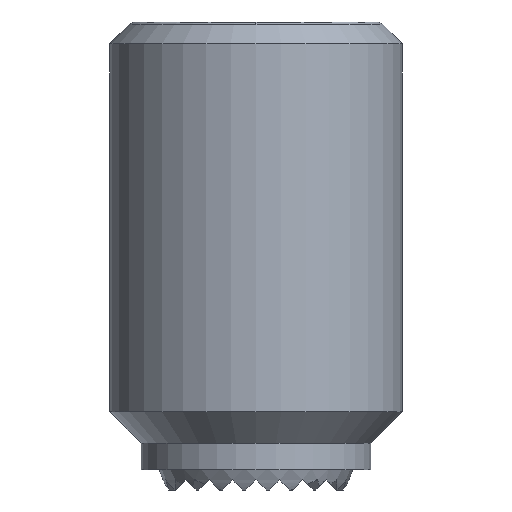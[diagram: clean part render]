
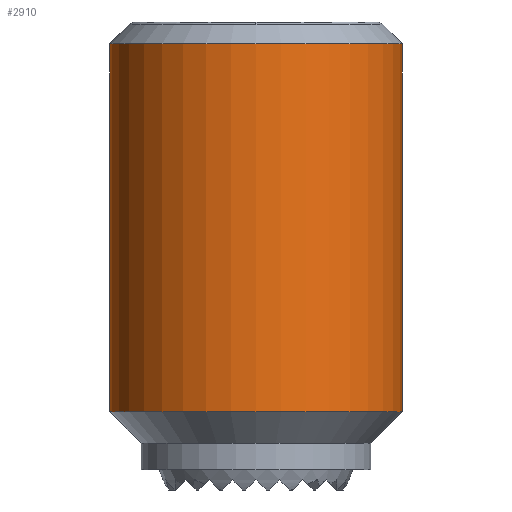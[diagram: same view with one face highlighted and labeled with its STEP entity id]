
A CAD part, front view. The second image highlights one B-rep face of the part: STEP entity #2910.
In plain terms, the highlighted cylindrical face has radius 5 mm (diameter 10 mm), a partial arc.
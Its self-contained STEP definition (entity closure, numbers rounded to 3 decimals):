
#1736=VERTEX_POINT('',#4223);
#1804=VERTEX_POINT('',#4303);
#2404=VERTEX_POINT('',#4978);
#2586=EDGE_CURVE('',#1804,#1736,#5171,.T.);
#2910=ADVANCED_FACE('',(#5537),#5538,.T.);
#3022=EDGE_CURVE('',#2404,#3024,#5664,.T.);
#3024=VERTEX_POINT('',#5666);
#3224=EDGE_CURVE('',#1804,#3024,#5881,.T.);
#3404=EDGE_CURVE('',#1736,#2404,#6082,.T.);
#4223=CARTESIAN_POINT('',(-5.,0.,-0.75));
#4303=CARTESIAN_POINT('',(-5.,0.,-13.325));
#4978=CARTESIAN_POINT('',(5.,0.,-0.75));
#5171=LINE('',#8505,#8506);
#5537=FACE_OUTER_BOUND('',#9042,.T.);
#5538=CYLINDRICAL_SURFACE('',#9043,5.0);
#5664=LINE('',#9212,#9213);
#5666=CARTESIAN_POINT('',(5.,0.,-13.325));
#5881=CIRCLE('',#9553,5.0);
#6082=CIRCLE('',#9829,5.0);
#8505=CARTESIAN_POINT('',(-5.,0.,-7.038));
#8506=VECTOR('',#11963,1.0);
#9042=EDGE_LOOP('',(#12387,#12388,#12389,#12390));
#9043=AXIS2_PLACEMENT_3D('',#12391,#12392,#12393);
#9212=CARTESIAN_POINT('',(5.,0.,-7.038));
#9213=VECTOR('',#12536,1.0);
#9553=AXIS2_PLACEMENT_3D('',#12729,#12730,#12731);
#9829=AXIS2_PLACEMENT_3D('',#12955,#12956,#12957);
#11963=DIRECTION('',(0.0,0.0,1.0));
#12387=ORIENTED_EDGE('',*,*,#2586,.F.);
#12388=ORIENTED_EDGE('',*,*,#3224,.T.);
#12389=ORIENTED_EDGE('',*,*,#3022,.F.);
#12390=ORIENTED_EDGE('',*,*,#3404,.F.);
#12391=CARTESIAN_POINT('',(0.,0.,-7.038));
#12392=DIRECTION('',(-0.0,-0.0,-1.0));
#12393=DIRECTION('',(-1.0,0.,0.0));
#12536=DIRECTION('',(-0.0,-0.0,-1.0));
#12729=CARTESIAN_POINT('',(0.,0.,-13.325));
#12730=DIRECTION('',(0.0,0.0,1.0));
#12731=DIRECTION('',(-1.0,0.,0.0));
#12955=CARTESIAN_POINT('',(0.,0.,-0.75));
#12956=DIRECTION('',(0.0,0.0,1.0));
#12957=DIRECTION('',(-1.0,0.,0.0));
